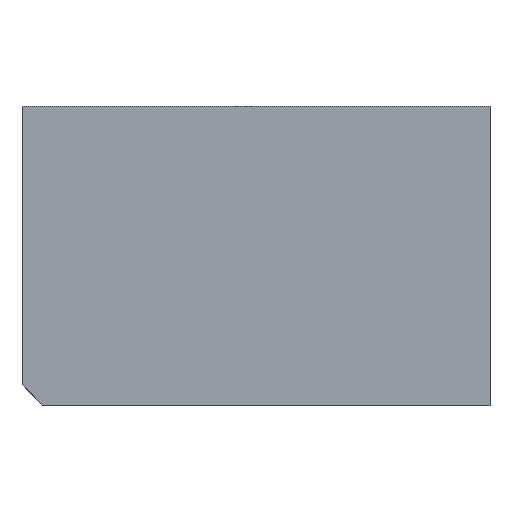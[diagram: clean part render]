
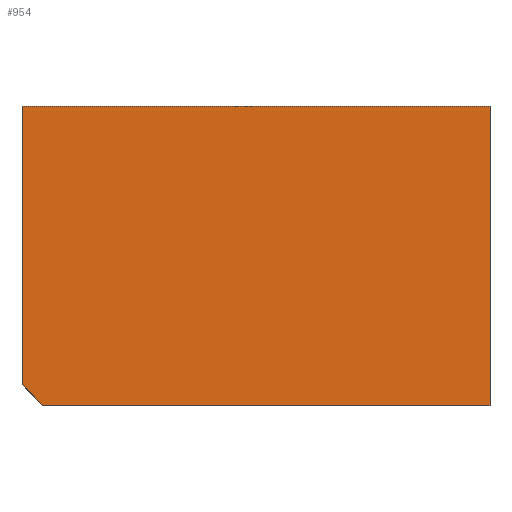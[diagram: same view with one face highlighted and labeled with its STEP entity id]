
A CAD part, top view. The second image highlights one B-rep face of the part: STEP entity #954.
In plain terms, the highlighted planar face has unit normal (0, 0, 1).
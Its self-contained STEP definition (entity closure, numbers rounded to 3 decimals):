
#811=CARTESIAN_POINT('',(-15.9,-8.75,12.0));
#812=VERTEX_POINT('',#811);
#819=CARTESIAN_POINT('',(-15.9,10.15,12.0));
#820=VERTEX_POINT('',#819);
#821=CARTESIAN_POINT('',(-15.9,-0.0,12.0));
#822=DIRECTION('',(0.0,-1.0,-0.0));
#823=VECTOR('',#822,1.0);
#824=LINE('',#821,#823);
#825=EDGE_CURVE('n� 10',#820,#812,#824,.T.);
#843=CARTESIAN_POINT('',(-14.5,-10.15,12.0));
#844=VERTEX_POINT('',#843);
#851=CARTESIAN_POINT('',(-15.9,-8.75,12.0));
#852=DIRECTION('',(0.707,-0.707,-0.0));
#853=VECTOR('',#852,1.0);
#854=LINE('',#851,#853);
#855=EDGE_CURVE('n� 14',#812,#844,#854,.T.);
#871=CARTESIAN_POINT('',(15.9,-10.15,12.0));
#872=VERTEX_POINT('',#871);
#879=CARTESIAN_POINT('',(0.0,-10.15,12.0));
#880=DIRECTION('',(1.0,0.0,0.0));
#881=VECTOR('',#880,1.0);
#882=LINE('',#879,#881);
#883=EDGE_CURVE('n� 18',#844,#872,#882,.T.);
#898=CARTESIAN_POINT('',(15.9,10.15,12.0));
#899=VERTEX_POINT('',#898);
#906=CARTESIAN_POINT('',(15.9,-0.0,12.0));
#907=DIRECTION('',(0.0,1.0,0.0));
#908=VECTOR('',#907,1.0);
#909=LINE('',#906,#908);
#910=EDGE_CURVE('n� 22',#872,#899,#909,.T.);
#927=CARTESIAN_POINT('',(0.0,10.15,12.0));
#928=DIRECTION('',(-1.0,0.0,0.0));
#929=VECTOR('',#928,1.0);
#930=LINE('',#927,#929);
#931=EDGE_CURVE('n� 25',#899,#820,#930,.T.);
#942=ORIENTED_EDGE('',*,*,#910,.T.);
#943=ORIENTED_EDGE('',*,*,#931,.T.);
#944=ORIENTED_EDGE('',*,*,#825,.T.);
#945=ORIENTED_EDGE('',*,*,#855,.T.);
#946=ORIENTED_EDGE('',*,*,#883,.T.);
#947=EDGE_LOOP('',(#942,#943,#944,#945,#946));
#948=FACE_OUTER_BOUND('',#947,.T.);
#949=CARTESIAN_POINT('',(0.0,-0.0,12.0));
#950=DIRECTION('',(0.0,-0.0,1.0));
#951=DIRECTION('',(0.0,-1.0,-0.0));
#952=AXIS2_PLACEMENT_3D('',#949,#950,#951);
#953=PLANE('',#952);
#954=ADVANCED_FACE('n� 2',(#948),#953,.T.);
